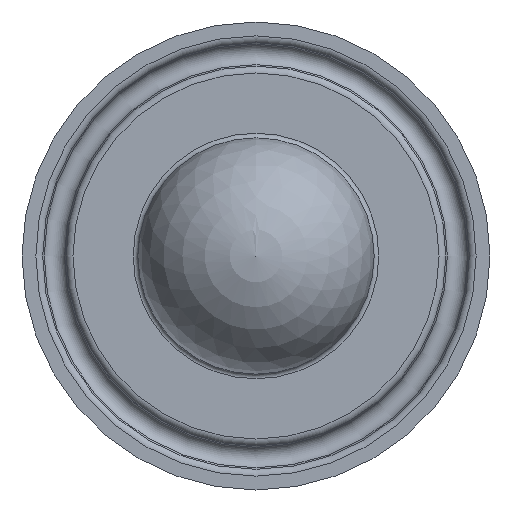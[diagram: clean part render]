
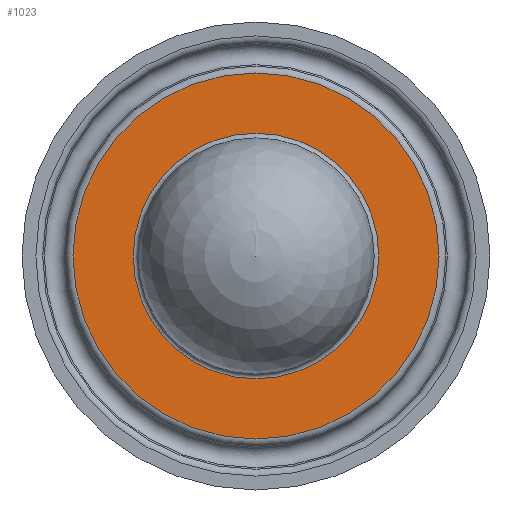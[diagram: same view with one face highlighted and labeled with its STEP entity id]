
A CAD part, front view. The second image highlights one B-rep face of the part: STEP entity #1023.
In plain terms, the highlighted planar face has unit normal (0, -1, 0).
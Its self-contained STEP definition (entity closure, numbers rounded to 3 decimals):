
#44=FACE_BOUND('',#189,.T.);
#71=PLANE('',#1155);
#112=FACE_OUTER_BOUND('',#188,.T.);
#188=EDGE_LOOP('',(#762));
#189=EDGE_LOOP('',(#763));
#342=CIRCLE('',#1151,13.25);
#346=CIRCLE('',#1156,19.747);
#440=VERTEX_POINT('',#1767);
#443=VERTEX_POINT('',#1775);
#555=EDGE_CURVE('',#440,#440,#342,.T.);
#559=EDGE_CURVE('',#443,#443,#346,.T.);
#762=ORIENTED_EDGE('',*,*,#559,.T.);
#763=ORIENTED_EDGE('',*,*,#555,.F.);
#1023=ADVANCED_FACE('',(#112,#44),#71,.T.);
#1151=AXIS2_PLACEMENT_3D('',#1768,#1413,#1414);
#1155=AXIS2_PLACEMENT_3D('',#1774,#1421,#1422);
#1156=AXIS2_PLACEMENT_3D('',#1776,#1423,#1424);
#1413=DIRECTION('center_axis',(0.,-1.,0.));
#1414=DIRECTION('ref_axis',(-1.,0.,0.));
#1421=DIRECTION('center_axis',(0.,-1.,0.));
#1422=DIRECTION('ref_axis',(0.,0.,-1.));
#1423=DIRECTION('center_axis',(0.,-1.,0.));
#1424=DIRECTION('ref_axis',(1.,0.,0.));
#1767=CARTESIAN_POINT('',(0.,68.,13.25));
#1768=CARTESIAN_POINT('Origin',(0.,68.,0.));
#1774=CARTESIAN_POINT('Origin',(16.249,68.,0.));
#1775=CARTESIAN_POINT('',(0.,68.,19.747));
#1776=CARTESIAN_POINT('Origin',(0.,68.,0.));
